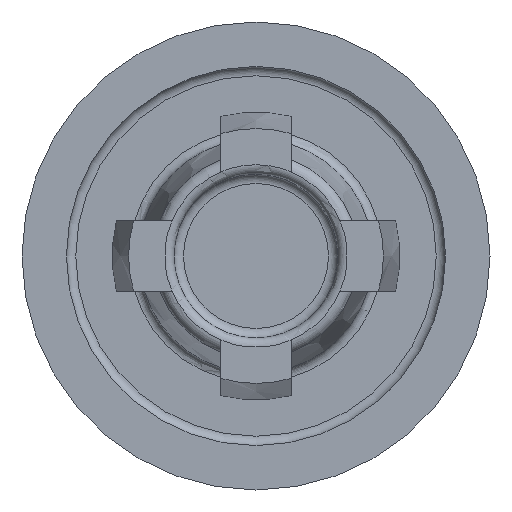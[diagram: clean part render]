
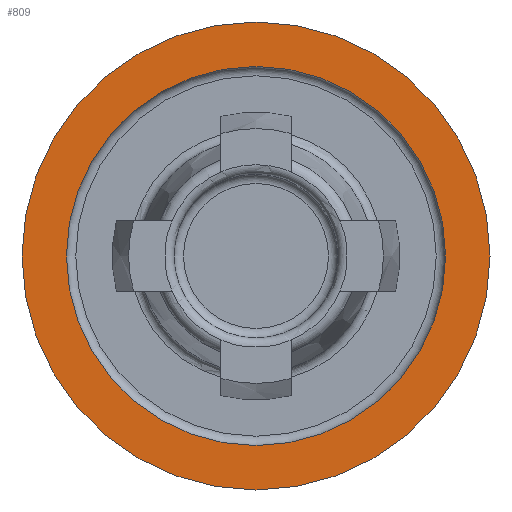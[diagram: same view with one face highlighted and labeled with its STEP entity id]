
A CAD part, front view. The second image highlights one B-rep face of the part: STEP entity #809.
In plain terms, the highlighted planar face has unit normal (0, -1, 0).
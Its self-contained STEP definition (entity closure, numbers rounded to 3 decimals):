
#35=FACE_BOUND('',#170,.T.);
#121=FACE_OUTER_BOUND('',#169,.T.);
#169=EDGE_LOOP('',(#693));
#170=EDGE_LOOP('',(#694));
#223=CIRCLE('',#922,5.);
#224=CIRCLE('',#924,4.05);
#380=VERTEX_POINT('',#1618);
#381=VERTEX_POINT('',#1622);
#496=EDGE_CURVE('',#380,#380,#223,.T.);
#498=EDGE_CURVE('',#381,#381,#224,.T.);
#693=ORIENTED_EDGE('',*,*,#496,.T.);
#694=ORIENTED_EDGE('',*,*,#498,.F.);
#774=PLANE('',#923);
#809=ADVANCED_FACE('',(#121,#35),#774,.F.);
#922=AXIS2_PLACEMENT_3D('',#1619,#1140,#1141);
#923=AXIS2_PLACEMENT_3D('',#1621,#1143,#1144);
#924=AXIS2_PLACEMENT_3D('',#1623,#1145,#1146);
#1140=DIRECTION('center_axis',(0.,-1.,0.));
#1141=DIRECTION('ref_axis',(0.,0.,-1.));
#1143=DIRECTION('center_axis',(0.,1.,0.));
#1144=DIRECTION('ref_axis',(0.,0.,1.));
#1145=DIRECTION('center_axis',(0.,-1.,0.));
#1146=DIRECTION('ref_axis',(0.,0.,-1.));
#1618=CARTESIAN_POINT('',(0.,5.,5.));
#1619=CARTESIAN_POINT('Origin',(0.,5.,0.));
#1621=CARTESIAN_POINT('Origin',(5.,5.,0.));
#1622=CARTESIAN_POINT('',(0.,5.,4.05));
#1623=CARTESIAN_POINT('Origin',(0.,5.,0.));
